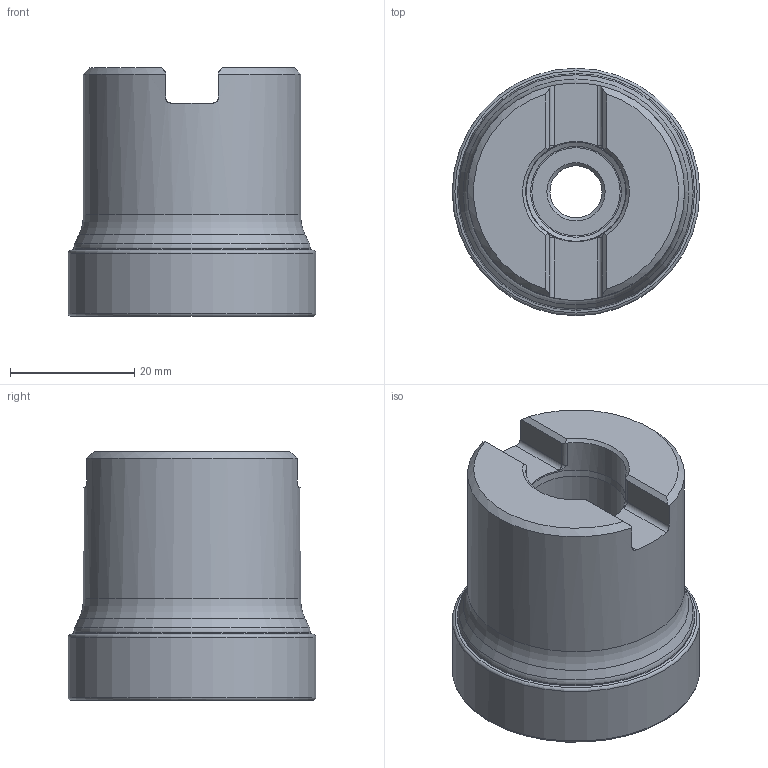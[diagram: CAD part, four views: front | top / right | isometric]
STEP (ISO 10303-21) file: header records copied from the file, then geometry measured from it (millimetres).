
FILE_DESCRIPTION(/* description */ (''),/* implementation_level */ '2;1');
FILE_NAME(/* name */ '202747799ndi000_00.stp',/* time_stamp */ '2019-12-10T10:52:00+01:00',/* author */ (''),/* organization */ (''),/* preprocessor_version */ 'ST-DEVELOPER v16.7',/* originating_system */ 'SIEMENS PLM Software NX 12.0',/* authorisation */ '');
FILE_SCHEMA (('AUTOMOTIVE_DESIGN { 1 0 10303 214 3 1 1 1 }'));
Length unit declared in the file: millimetre
Products named in the file (1): mp5448F4C89Dagb6
Bounding box: 39.89 x 39.89 x 40 mm (x, y, z)
Volume: 38564.4 mm3; surface area: 11657.6 mm2
Topology: 2 solids, 2 shells, 84 faces, 197 edges, 117 vertices
Faces by surface type: cylinder 20, cone 18, revolution 16, plane 16, torus 14
Full cylindrical faces by diameter (mm): 8.4 x1, 14.1 x1, 16.005 x1, 16.2 x1, 35 x1, 38.131 x1
Entity records: 2421 total; most frequent: CARTESIAN_POINT 689, DIRECTION 352, ORIENTED_EDGE 286, AXIS2_PLACEMENT_3D 152, EDGE_CURVE 143, EDGE_LOOP 134, VERTEX_POINT 109, FACE_BOUND 100
